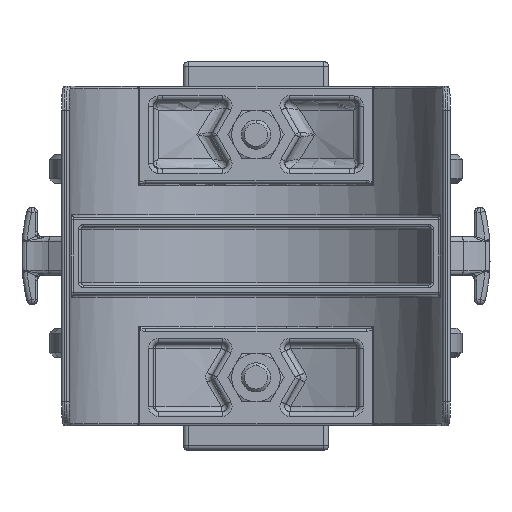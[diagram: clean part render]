
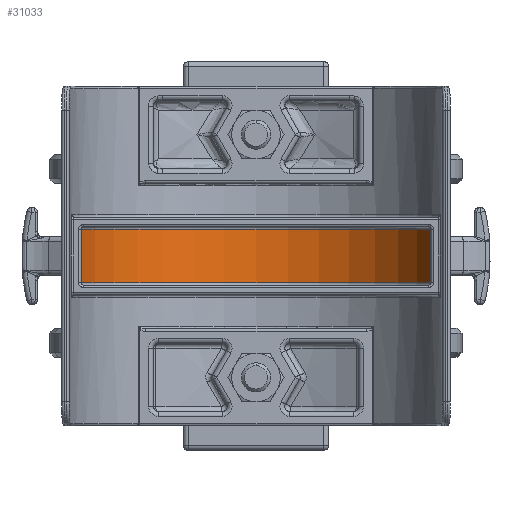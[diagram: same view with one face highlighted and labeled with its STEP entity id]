
A CAD part, front view. The second image highlights one B-rep face of the part: STEP entity #31033.
In plain terms, the highlighted cylindrical face has radius 38.5 mm (diameter 77 mm), a partial arc.
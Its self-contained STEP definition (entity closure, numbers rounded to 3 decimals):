
#6214 = CIRCLE ( 'NONE', #59974, 38.5 ) ;
#6225 = LINE ( 'NONE', #27295, #6228 ) ;
#6228 = VECTOR ( 'NONE', #27282, 1000. ) ;
#6229 = LINE ( 'NONE', #27312, #6231 ) ;
#6230 = CIRCLE ( 'NONE', #59975, 38.5 ) ;
#6231 = VECTOR ( 'NONE', #27303, 1000. ) ;
#11673 = EDGE_LOOP ( 'NONE', ( #24798, #24799, #24800, #24801 ) ) ;
#23886 = EDGE_CURVE ( 'NONE', #25909, #25910, #6225, .T. ) ;
#23887 = EDGE_CURVE ( 'NONE', #25910, #25915, #6214, .T. ) ;
#23888 = EDGE_CURVE ( 'NONE', #25915, #25916, #6229, .T. ) ;
#23889 = EDGE_CURVE ( 'NONE', #25916, #25909, #6230, .T. ) ;
#24798 = ORIENTED_EDGE ( 'NONE', *, *, #23886, .T. ) ;
#24799 = ORIENTED_EDGE ( 'NONE', *, *, #23887, .T. ) ;
#24800 = ORIENTED_EDGE ( 'NONE', *, *, #23888, .T. ) ;
#24801 = ORIENTED_EDGE ( 'NONE', *, *, #23889, .T. ) ;
#25909 = VERTEX_POINT ( 'NONE', #35519 ) ;
#25910 = VERTEX_POINT ( 'NONE', #35520 ) ;
#25915 = VERTEX_POINT ( 'NONE', #35525 ) ;
#25916 = VERTEX_POINT ( 'NONE', #35526 ) ;
#27282 = DIRECTION ( 'NONE',  ( 0., 0., 1. ) ) ;
#27295 = CARTESIAN_POINT ( 'NONE',  ( 35.997, 13.655, 35. ) ) ;
#27303 = DIRECTION ( 'NONE',  ( 0., 0., -1. ) ) ;
#27312 = CARTESIAN_POINT ( 'NONE',  ( -35.997, 13.655, 35. ) ) ;
#27319 = CARTESIAN_POINT ( 'NONE',  ( 0., 0., 5.5 ) ) ;
#27320 = DIRECTION ( 'NONE',  ( 0., 0., 1. ) ) ;
#27322 = DIRECTION ( 'NONE',  ( 1., 0., 0. ) ) ;
#27330 = CARTESIAN_POINT ( 'NONE',  ( 0., 0., -5.5 ) ) ;
#27331 = DIRECTION ( 'NONE',  ( 0., 0., -1. ) ) ;
#27333 = DIRECTION ( 'NONE',  ( -1., 0., 0. ) ) ;
#31033 = ADVANCED_FACE ( 'NONE', ( #40649 ), #40661, .F. ) ;
#35519 = CARTESIAN_POINT ( 'NONE',  ( 35.997, 13.655, -5.5 ) ) ;
#35520 = CARTESIAN_POINT ( 'NONE',  ( 35.997, 13.655, 5.5 ) ) ;
#35525 = CARTESIAN_POINT ( 'NONE',  ( -35.997, 13.655, 5.5 ) ) ;
#35526 = CARTESIAN_POINT ( 'NONE',  ( -35.997, 13.655, -5.5 ) ) ;
#38653 = AXIS2_PLACEMENT_3D ( 'NONE', #44004, #44003, #43996 ) ;
#40649 = FACE_OUTER_BOUND ( 'NONE', #11673, .T. ) ;
#40661 = CYLINDRICAL_SURFACE ( 'NONE', #38653, 38.5 ) ;
#43996 = DIRECTION ( 'NONE',  ( -1., 0., 0. ) ) ;
#44003 = DIRECTION ( 'NONE',  ( 0., 0., -1. ) ) ;
#44004 = CARTESIAN_POINT ( 'NONE',  ( 0., 0., 35. ) ) ;
#59974 = AXIS2_PLACEMENT_3D ( 'NONE', #27319, #27320, #27322 ) ;
#59975 = AXIS2_PLACEMENT_3D ( 'NONE', #27330, #27331, #27333 ) ;
